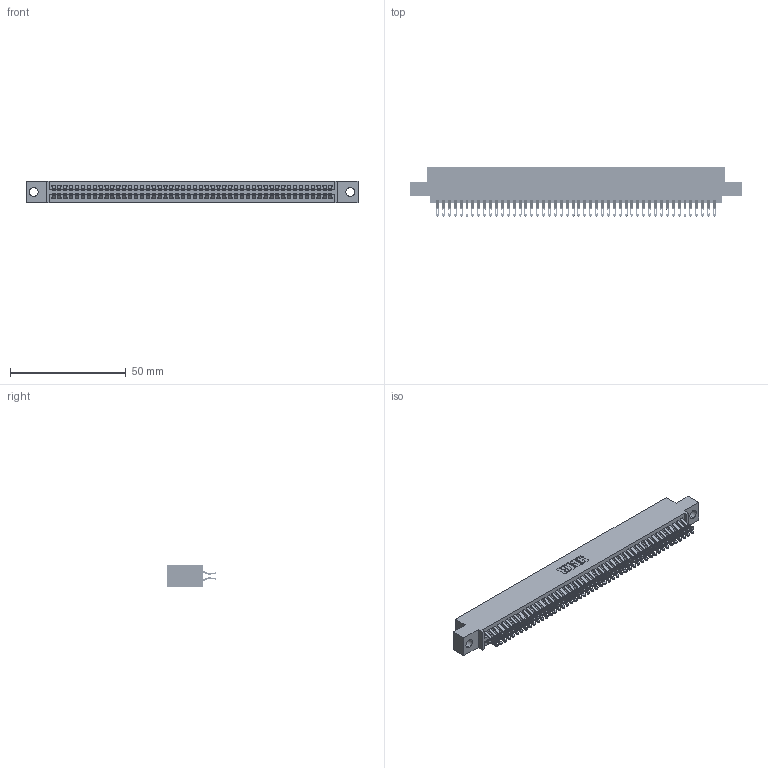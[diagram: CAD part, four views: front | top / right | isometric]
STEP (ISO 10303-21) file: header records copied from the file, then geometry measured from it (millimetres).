
FILE_DESCRIPTION (( 'STEP AP203' ), '1' );
FILE_NAME ('395-096-555-504.STEP', '2021-06-17T12:15:47', ( '' ), ( '' ), 'SwSTEP 2.0', 'SolidWorks 2020', '' );
FILE_SCHEMA (( 'CONFIG_CONTROL_DESIGN' ));
Length unit declared in the file: inch
Products named in the file (3): 395-096-555-504; 345-292-001_555 Tail; 345 Part_0.110 Offset - 0.156 Dia-TI
Assembly tree (97 placements, depth 2):
  395-096-555-504
    345 Part_0.110 Offset - 0.156 Dia-TI
    345-292-001_555 Tail  x96
Bounding box: 143.13 x 21.13 x 9.4 mm (x, y, z)
Volume: 14058.5 mm3; surface area: 21810 mm2
Topology: 97 solids, 97 shells, 5520 faces, 17381 edges, 11586 vertices
Faces by surface type: plane 3074, cylinder 2446
Entity records: 37731 total; most frequent: CARTESIAN_POINT 6360, ORIENTED_EDGE 6262, DIRECTION 5567, EDGE_CURVE 3131, VECTOR 2787, LINE 2787, VERTEX_POINT 2086, AXIS2_PLACEMENT_3D 1390
